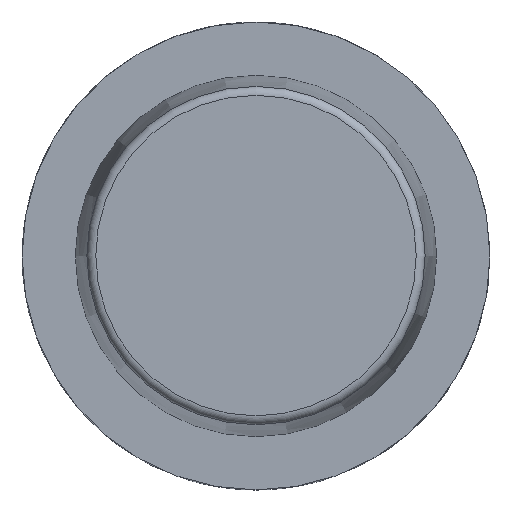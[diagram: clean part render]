
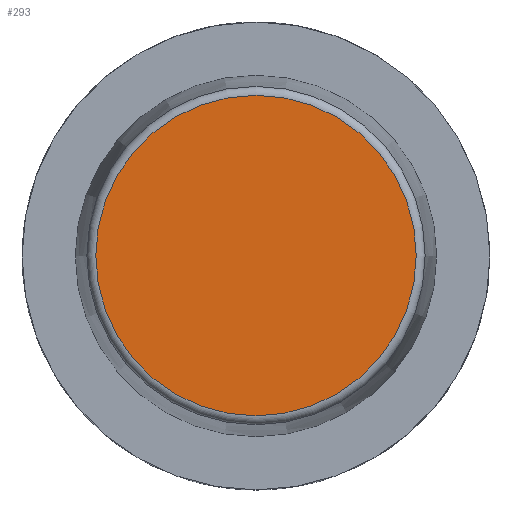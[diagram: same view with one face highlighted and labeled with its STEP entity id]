
A CAD part, top view. The second image highlights one B-rep face of the part: STEP entity #293.
In plain terms, the highlighted planar face has unit normal (0, 0, 1).
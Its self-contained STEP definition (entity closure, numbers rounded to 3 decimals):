
#93=FACE_OUTER_BOUND('',#435,.T.);
#293=ADVANCED_FACE('',(#93),#330,.F.);
#330=PLANE('',#1122);
#435=EDGE_LOOP('',(#599));
#599=ORIENTED_EDGE('',*,*,#892,.F.);
#785=VERTEX_POINT('',#1741);
#892=EDGE_CURVE('',#785,#785,#987,.T.);
#987=CIRCLE('',#1080,21.575);
#1080=AXIS2_PLACEMENT_3D('',#1740,#1246,#1247);
#1122=AXIS2_PLACEMENT_3D('',#1821,#1339,#1340);
#1246=DIRECTION('',(0.,0.,-1.));
#1247=DIRECTION('',(1.,0.,0.));
#1339=DIRECTION('',(0.,0.,-1.));
#1340=DIRECTION('',(1.,0.,0.));
#1740=CARTESIAN_POINT('',(0.,0.,32.));
#1741=CARTESIAN_POINT('',(21.575,0.,32.));
#1821=CARTESIAN_POINT('',(0.,0.,32.));
